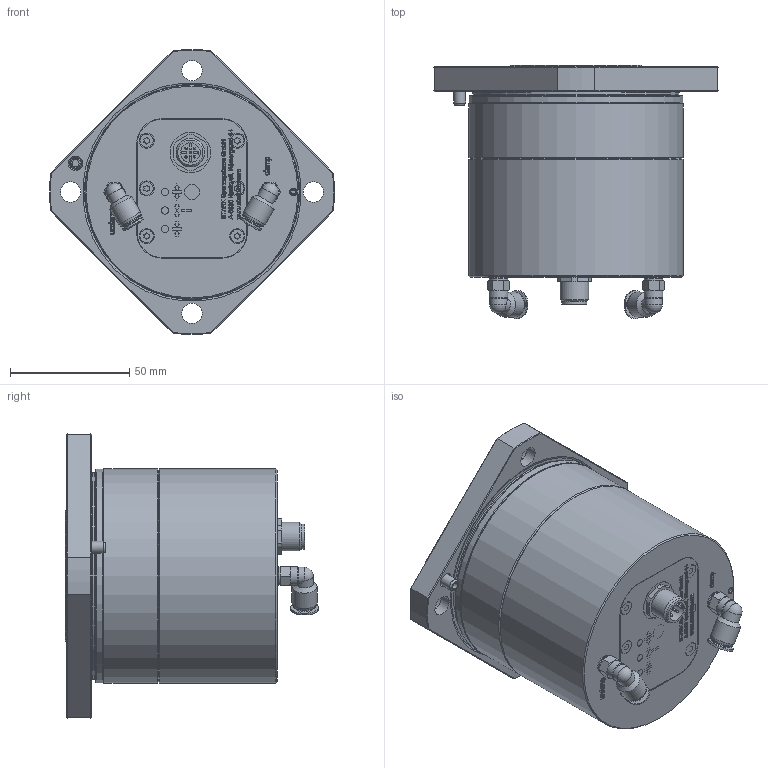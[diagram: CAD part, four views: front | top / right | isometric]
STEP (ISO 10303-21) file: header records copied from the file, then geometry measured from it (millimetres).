
FILE_DESCRIPTION (( 'STEP AP214' ), '1' );
FILE_NAME ('STARK_9000 002_A.STEP', '2018-12-04T08:09:00', ( '' ), ( '' ), 'SwSTEP 2.0', 'SolidWorks 2017', '' );
FILE_SCHEMA (( 'AUTOMOTIVE_DESIGN' ));
Length unit declared in the file: millimetre
Products named in the file (2): STARK_9000 002_A; STARK_9000 002_A.sldasm-Part-1-1
Assembly tree (1 placements, depth 2):
  STARK_9000 002_A
    STARK_9000 002_A.sldasm-Part-1-1
Bounding box: 119.38 x 106.1 x 119.38 mm (x, y, z)
Volume: 565682.3 mm3; surface area: 57231.7 mm2
Topology: 1 solids, 21 shells, 3145 faces, 8324 edges, 5534 vertices
Faces by surface type: plane 1706, bspline 1064, cylinder 213, cone 121, torus 21, sphere 20
Full cylindrical faces by diameter (mm): 1 x5, 2.1 x4, 3 x3, 5 x3, 5.2 x16, 5.6 x6, 6 x3, 6.5 x1, 7 x2, 7.6 x4, 7.875 x2, 8.3 x1, 8.5 x4, 9.696 x2, 10.5 x3, 12 x2, 12.05 x1, 15 x4, 17 x1, 19.434 x1, 21.6 x1, 24 x1, 27.5 x1, 28.3 x1, 32.6 x1, 33.1 x1, 33.488 x1, 86.8 x1, 88.713 x1, 89.8 x2
Entity records: 168631 total; most frequent: CARTESIAN_POINT 78848, ORIENTED_EDGE 16112, DIRECTION 10326, EDGE_CURVE 8056, VERTEX_POINT 5440, VECTOR 5194, LINE 5194, EDGE_LOOP 3662
